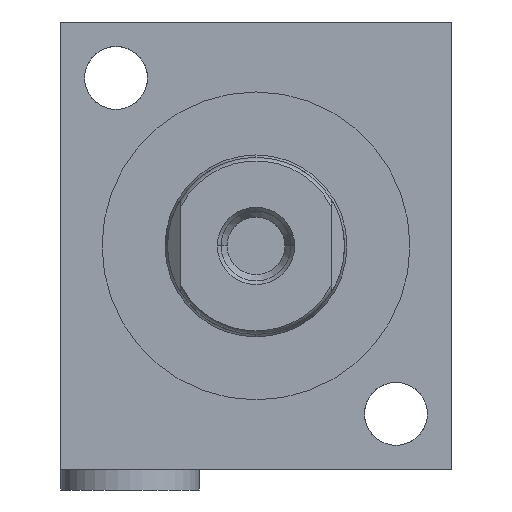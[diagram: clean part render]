
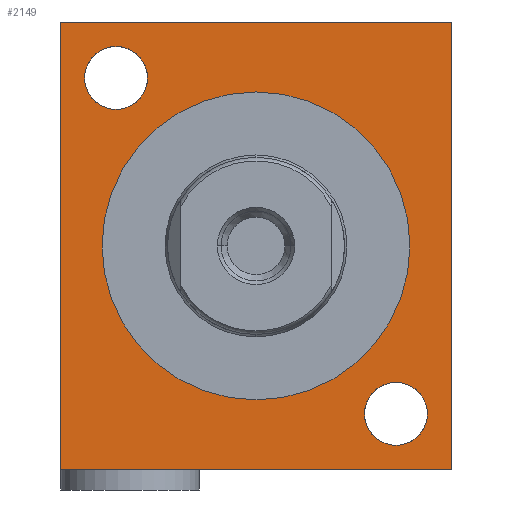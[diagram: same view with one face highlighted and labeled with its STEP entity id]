
A CAD part, left-side view. The second image highlights one B-rep face of the part: STEP entity #2149.
In plain terms, the highlighted planar face has unit normal (-1, 0, 0).
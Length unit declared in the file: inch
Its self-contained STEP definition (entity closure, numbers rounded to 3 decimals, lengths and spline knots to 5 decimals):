
#485=DIRECTION('',(0.,-1.,0.));
#486=VECTOR('',#485,1.75);
#487=CARTESIAN_POINT('',(0.,0.875,1.));
#488=LINE('',#487,#486);
#492=DIRECTION('',(0.,0.,-1.));
#493=VECTOR('',#492,2.);
#494=CARTESIAN_POINT('',(0.,-0.875,1.));
#495=LINE('',#494,#493);
#499=DIRECTION('',(0.,1.,0.));
#500=VECTOR('',#499,1.75);
#501=CARTESIAN_POINT('',(0.,-0.875,-1.));
#502=LINE('',#501,#500);
#506=DIRECTION('',(0.,0.,1.));
#507=VECTOR('',#506,2.);
#508=CARTESIAN_POINT('',(0.,0.875,-1.));
#509=LINE('',#508,#507);
#513=CARTESIAN_POINT('',(0.,0.625,0.75));
#514=DIRECTION('',(1.,0.,0.));
#515=DIRECTION('',(0.,1.,0.));
#516=AXIS2_PLACEMENT_3D('',#513,#514,#515);
#521=CARTESIAN_POINT('',(0.,0.625,0.75));
#522=DIRECTION('',(1.,0.,0.));
#523=DIRECTION('',(0.,-1.,0.));
#524=AXIS2_PLACEMENT_3D('',#521,#522,#523);
#529=CARTESIAN_POINT('',(0.,-0.625,-0.75));
#530=DIRECTION('',(1.,0.,0.));
#531=DIRECTION('',(0.,1.,0.));
#532=AXIS2_PLACEMENT_3D('',#529,#530,#531);
#537=CARTESIAN_POINT('',(0.,-0.625,-0.75));
#538=DIRECTION('',(1.,0.,0.));
#539=DIRECTION('',(0.,-1.,0.));
#540=AXIS2_PLACEMENT_3D('',#537,#538,#539);
#545=CARTESIAN_POINT('',(0.,0.,0.));
#546=DIRECTION('',(-1.,0.,0.));
#547=DIRECTION('',(0.,1.,0.));
#548=AXIS2_PLACEMENT_3D('',#545,#546,#547);
#553=CARTESIAN_POINT('',(0.,0.,0.));
#554=DIRECTION('',(-1.,0.,0.));
#555=DIRECTION('',(0.,-1.,0.));
#556=AXIS2_PLACEMENT_3D('',#553,#554,#555);
#1418=CARTESIAN_POINT('',(0.,0.875,1.));
#1419=CARTESIAN_POINT('',(0.,-0.875,1.));
#1420=VERTEX_POINT('',#1418);
#1421=VERTEX_POINT('',#1419);
#1422=CARTESIAN_POINT('',(0.,-0.875,-1.));
#1423=VERTEX_POINT('',#1422);
#1424=CARTESIAN_POINT('',(0.,0.875,-1.));
#1425=VERTEX_POINT('',#1424);
#1434=CARTESIAN_POINT('',(0.,0.7655,0.75));
#1435=CARTESIAN_POINT('',(0.,0.4845,0.75));
#1436=VERTEX_POINT('',#1434);
#1437=VERTEX_POINT('',#1435);
#1526=CARTESIAN_POINT('',(0.,-0.4845,-0.75));
#1527=CARTESIAN_POINT('',(0.,-0.7655,-0.75));
#1528=VERTEX_POINT('',#1526);
#1529=VERTEX_POINT('',#1527);
#1538=CARTESIAN_POINT('',(0.,0.6875,0.));
#1539=CARTESIAN_POINT('',(0.,-0.6875,0.));
#1540=VERTEX_POINT('',#1538);
#1541=VERTEX_POINT('',#1539);
#2117=CARTESIAN_POINT('',(0.,0.,0.));
#2118=DIRECTION('',(1.,0.,0.));
#2119=DIRECTION('',(0.,0.,-1.));
#2120=AXIS2_PLACEMENT_3D('',#2117,#2118,#2119);
#2121=PLANE('',#2120);
#2123=ORIENTED_EDGE('',*,*,#2122,.T.);
#2125=ORIENTED_EDGE('',*,*,#2124,.T.);
#2127=ORIENTED_EDGE('',*,*,#2126,.T.);
#2129=ORIENTED_EDGE('',*,*,#2128,.T.);
#2130=EDGE_LOOP('',(#2123,#2125,#2127,#2129));
#2131=FACE_OUTER_BOUND('',#2130,.F.);
#2133=ORIENTED_EDGE('',*,*,#2132,.F.);
#2135=ORIENTED_EDGE('',*,*,#2134,.F.);
#2136=EDGE_LOOP('',(#2133,#2135));
#2137=FACE_BOUND('',#2136,.F.);
#2139=ORIENTED_EDGE('',*,*,#2138,.F.);
#2141=ORIENTED_EDGE('',*,*,#2140,.F.);
#2142=EDGE_LOOP('',(#2139,#2141));
#2143=FACE_BOUND('',#2142,.F.);
#2144=ORIENTED_EDGE('',*,*,#2107,.T.);
#2146=ORIENTED_EDGE('',*,*,#2145,.T.);
#2147=EDGE_LOOP('',(#2144,#2146));
#2148=FACE_BOUND('',#2147,.F.);
#2149=ADVANCED_FACE('',(#2131,#2137,#2143,#2148),#2121,.F.);
#517=CIRCLE('',#516,0.1405);
#525=CIRCLE('',#524,0.1405);
#533=CIRCLE('',#532,0.1405);
#541=CIRCLE('',#540,0.1405);
#549=CIRCLE('',#548,0.6875);
#557=CIRCLE('',#556,0.6875);
#2107=EDGE_CURVE('',#1540,#1541,#549,.T.);
#2122=EDGE_CURVE('',#1420,#1421,#488,.T.);
#2124=EDGE_CURVE('',#1421,#1423,#495,.T.);
#2126=EDGE_CURVE('',#1423,#1425,#502,.T.);
#2128=EDGE_CURVE('',#1425,#1420,#509,.T.);
#2132=EDGE_CURVE('',#1436,#1437,#517,.T.);
#2134=EDGE_CURVE('',#1437,#1436,#525,.T.);
#2138=EDGE_CURVE('',#1528,#1529,#533,.T.);
#2140=EDGE_CURVE('',#1529,#1528,#541,.T.);
#2145=EDGE_CURVE('',#1541,#1540,#557,.T.);
